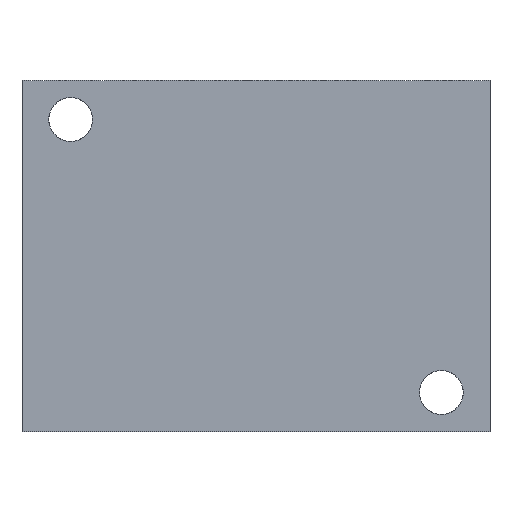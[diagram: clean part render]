
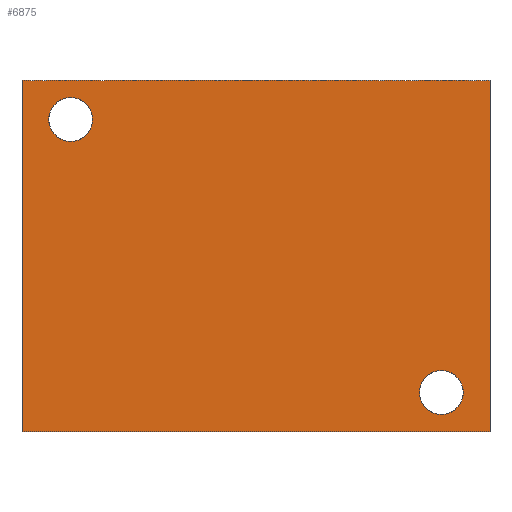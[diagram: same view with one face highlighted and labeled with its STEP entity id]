
A CAD part, front view. The second image highlights one B-rep face of the part: STEP entity #6875.
In plain terms, the highlighted planar face has unit normal (0, -1, 0).
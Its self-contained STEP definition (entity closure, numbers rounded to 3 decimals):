
#61=CIRCLE('',#7097,3.569);
#62=CIRCLE('',#7098,3.569);
#64=CIRCLE('',#7107,3.569);
#65=CIRCLE('',#7108,3.569);
#165=FACE_BOUND('',#1113,.T.);
#166=FACE_BOUND('',#1114,.T.);
#376=PLANE('',#7208);
#723=FACE_OUTER_BOUND('',#1112,.T.);
#1112=EDGE_LOOP('',(#6117,#6118,#6119,#6120));
#1113=EDGE_LOOP('',(#6121,#6122));
#1114=EDGE_LOOP('',(#6123,#6124));
#1353=LINE('',#10621,#2009);
#1768=LINE('',#11836,#2424);
#1773=LINE('',#11845,#2429);
#1774=LINE('',#11847,#2430);
#2009=VECTOR('',#7561,10.);
#2424=VECTOR('',#8490,10.);
#2429=VECTOR('',#8499,10.);
#2430=VECTOR('',#8502,10.);
#2933=VERTEX_POINT('',#10619);
#2934=VERTEX_POINT('',#10620);
#3205=VERTEX_POINT('',#11548);
#3206=VERTEX_POINT('',#11549);
#3210=VERTEX_POINT('',#11566);
#3211=VERTEX_POINT('',#11567);
#3281=VERTEX_POINT('',#11834);
#3283=VERTEX_POINT('',#11843);
#3710=EDGE_CURVE('',#2933,#2934,#1353,.T.);
#4113=EDGE_CURVE('',#3205,#3206,#61,.T.);
#4114=EDGE_CURVE('',#3206,#3205,#62,.T.);
#4123=EDGE_CURVE('',#3210,#3211,#64,.T.);
#4124=EDGE_CURVE('',#3211,#3210,#65,.T.);
#4227=EDGE_CURVE('',#3281,#2933,#1768,.T.);
#4232=EDGE_CURVE('',#3283,#2934,#1773,.T.);
#4233=EDGE_CURVE('',#3281,#3283,#1774,.T.);
#6117=ORIENTED_EDGE('',*,*,#4233,.T.);
#6118=ORIENTED_EDGE('',*,*,#4232,.T.);
#6119=ORIENTED_EDGE('',*,*,#3710,.F.);
#6120=ORIENTED_EDGE('',*,*,#4227,.F.);
#6121=ORIENTED_EDGE('',*,*,#4113,.T.);
#6122=ORIENTED_EDGE('',*,*,#4114,.T.);
#6123=ORIENTED_EDGE('',*,*,#4123,.T.);
#6124=ORIENTED_EDGE('',*,*,#4124,.T.);
#6875=ADVANCED_FACE('',(#723,#165,#166),#376,.T.);
#7097=AXIS2_PLACEMENT_3D('',#11550,#8238,#8239);
#7098=AXIS2_PLACEMENT_3D('',#11551,#8240,#8241);
#7107=AXIS2_PLACEMENT_3D('',#11568,#8261,#8262);
#7108=AXIS2_PLACEMENT_3D('',#11569,#8263,#8264);
#7208=AXIS2_PLACEMENT_3D('',#11846,#8500,#8501);
#7561=DIRECTION('',(1.,0.,0.));
#8238=DIRECTION('center_axis',(0.,1.,0.));
#8239=DIRECTION('ref_axis',(1.,0.,0.));
#8240=DIRECTION('center_axis',(0.,1.,0.));
#8241=DIRECTION('ref_axis',(1.,0.,0.));
#8261=DIRECTION('center_axis',(0.,1.,0.));
#8262=DIRECTION('ref_axis',(1.,0.,0.));
#8263=DIRECTION('center_axis',(0.,1.,0.));
#8264=DIRECTION('ref_axis',(1.,0.,0.));
#8490=DIRECTION('',(0.,0.,1.));
#8499=DIRECTION('',(0.,0.,1.));
#8500=DIRECTION('center_axis',(0.,-1.,0.));
#8501=DIRECTION('ref_axis',(1.,0.,0.));
#8502=DIRECTION('',(1.,0.,0.));
#10619=CARTESIAN_POINT('',(0.,0.,57.15));
#10620=CARTESIAN_POINT('',(76.2,0.,57.15));
#10621=CARTESIAN_POINT('',(0.,0.,57.15));
#11548=CARTESIAN_POINT('',(71.844,0.,6.35));
#11549=CARTESIAN_POINT('',(64.707,0.,6.35));
#11550=CARTESIAN_POINT('Origin',(68.275,0.,6.35));
#11551=CARTESIAN_POINT('Origin',(68.275,0.,6.35));
#11566=CARTESIAN_POINT('',(11.494,0.,50.8));
#11567=CARTESIAN_POINT('',(4.356,0.,50.8));
#11568=CARTESIAN_POINT('Origin',(7.925,0.,50.8));
#11569=CARTESIAN_POINT('Origin',(7.925,0.,50.8));
#11834=CARTESIAN_POINT('',(0.,0.,0.));
#11836=CARTESIAN_POINT('',(0.,0.,0.));
#11843=CARTESIAN_POINT('',(76.2,0.,0.));
#11845=CARTESIAN_POINT('',(76.2,0.,0.));
#11846=CARTESIAN_POINT('Origin',(0.,0.,0.));
#11847=CARTESIAN_POINT('',(0.,0.,0.));
